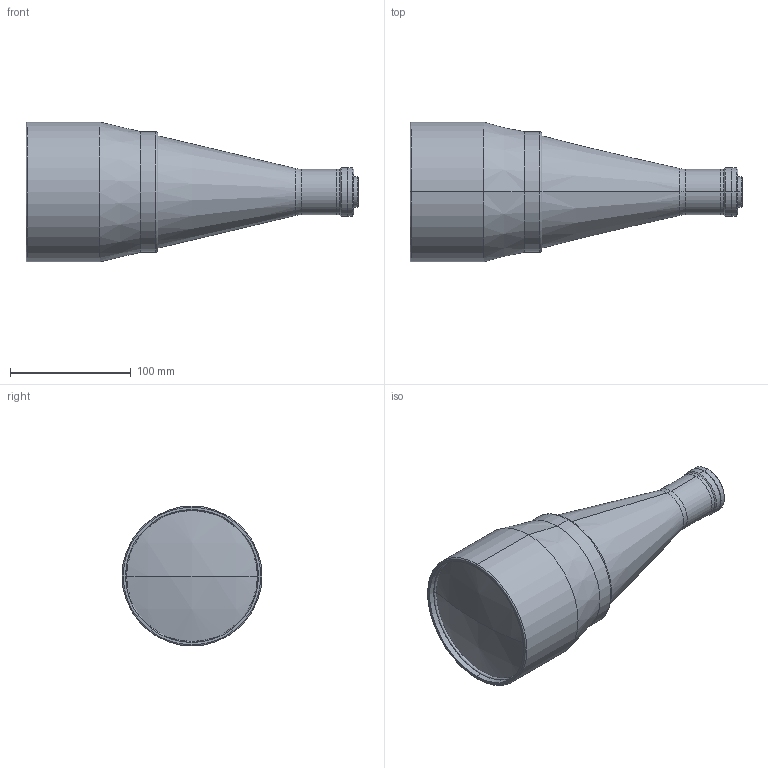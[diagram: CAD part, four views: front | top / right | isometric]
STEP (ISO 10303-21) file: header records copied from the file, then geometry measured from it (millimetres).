
FILE_DESCRIPTION (( 'STEP AP214' ), '1' );
FILE_NAME ('TC12080.STEP', '2013-01-28T15:06:58', ( '--' ), ( '' ), 'SwSTEP 2.0', 'SolidWorks 2012', '' );
FILE_SCHEMA (( 'AUTOMOTIVE_DESIGN' ));
Length unit declared in the file: millimetre
Products named in the file (1): TC12080
Bounding box: 275.1 x 116 x 116 mm (x, y, z)
Surface area: 98564.4 mm2 (no closed solid volume)
Topology: 0 solids, 12 shells, 66 faces, 174 edges, 121 vertices
Faces by surface type: cylinder 28, cone 14, plane 12, torus 6, bspline 4, sphere 2
Entity records: 2910 total; most frequent: CARTESIAN_POINT 434, DIRECTION 424, ORIENTED_EDGE 284, AXIS2_PLACEMENT_3D 191, EDGE_CURVE 174, CIRCLE 128, VERTEX_POINT 121, EDGE_LOOP 89
